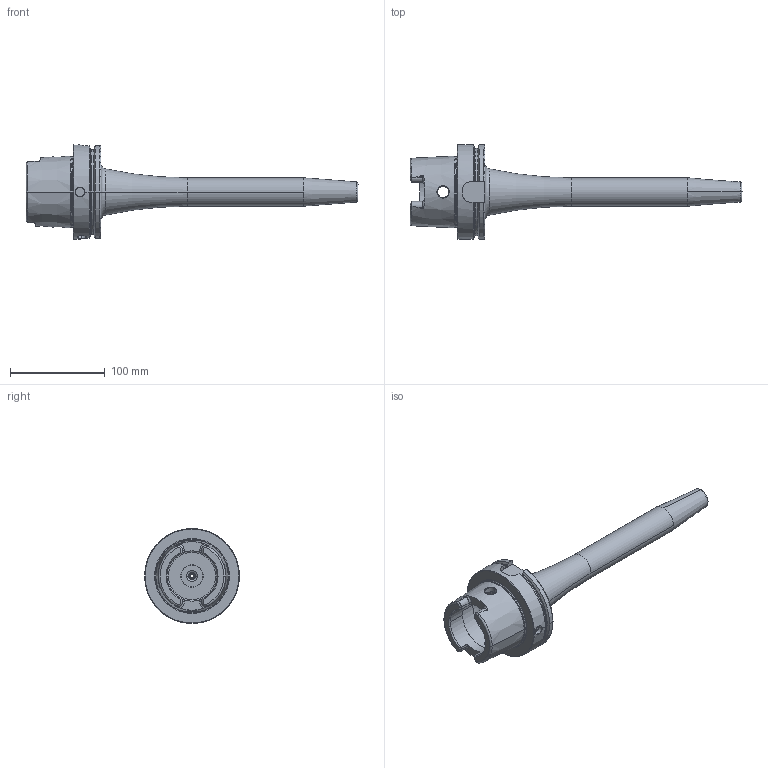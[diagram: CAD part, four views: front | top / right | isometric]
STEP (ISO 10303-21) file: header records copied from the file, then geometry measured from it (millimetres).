
FILE_DESCRIPTION (( 'STEP AP203' ), '1' );
FILE_NAME ('HA0.S08.K21.300.STEP', '2018-08-27T06:52:04', ( 'SWIAdmin' ), ( 'Hewlett-Packard Company' ), 'SwSTEP 2.0', 'SolidWorks 2017', '' );
FILE_SCHEMA (( 'CONFIG_CONTROL_DESIGN' ));
Length unit declared in the file: millimetre
Products named in the file (4): HA0-S08.K21.300_A_Fertigbearbeitung; ERU-CJ2.001.006; ERU-AN2.K01.016_A; HA0.S08.K21.300
Assembly tree (4 placements, depth 2):
  HA0.S08.K21.300
    HA0-S08.K21.300_A_Fertigbearbeitung
    ERU-CJ2.001.006  x2
    ERU-AN2.K01.016_A
Bounding box: 349.98 x 100 x 100 mm (x, y, z)
Volume: 456630.9 mm3; surface area: 82533.5 mm2
Topology: 4 solids, 4 shells, 287 faces, 716 edges, 439 vertices
Faces by surface type: plane 95, cylinder 80, cone 61, torus 47, bspline 4
Entity records: 10115 total; most frequent: CARTESIAN_POINT 3276, ORIENTED_EDGE 1360, DIRECTION 1347, EDGE_CURVE 680, AXIS2_PLACEMENT_3D 542, VERTEX_POINT 419, EDGE_LOOP 289, FACE_OUTER_BOUND 272
